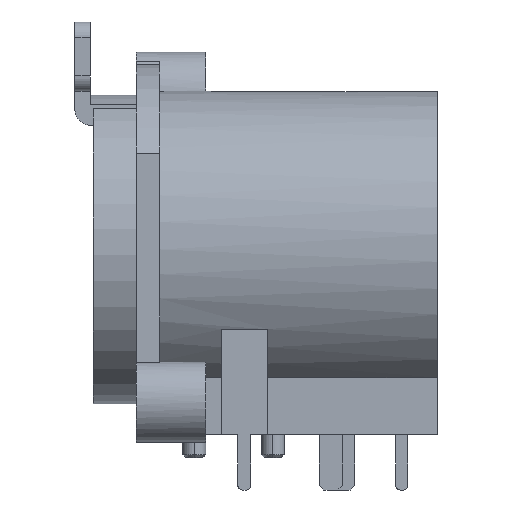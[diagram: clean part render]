
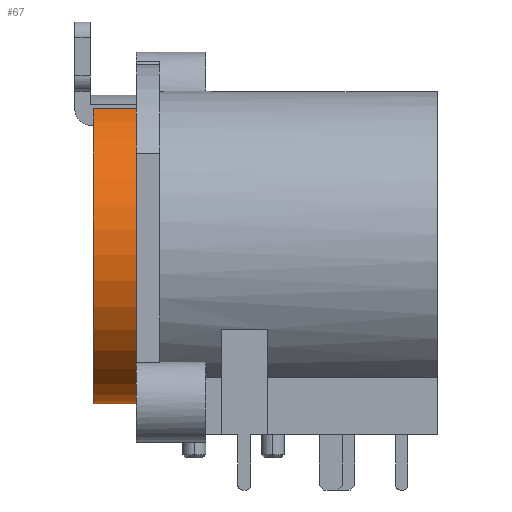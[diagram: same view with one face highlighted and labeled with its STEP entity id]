
A CAD part, left-side view. The second image highlights one B-rep face of the part: STEP entity #67.
In plain terms, the highlighted cylindrical face has radius 10 mm (diameter 20 mm), a partial arc.
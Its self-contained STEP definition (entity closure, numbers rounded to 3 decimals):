
#67 = ADVANCED_FACE ( 'NONE', ( #350 ), #17658, .T. ) ;
#350 = FACE_OUTER_BOUND ( 'NONE', #25991, .T. ) ;
#1925 = ORIENTED_EDGE ( 'NONE', *, *, #17744, .T. ) ;
#2533 = EDGE_CURVE ( 'NONE', #4503, #18709, #8419, .T. ) ;
#2660 = DIRECTION ( 'NONE',  ( 0., 1., 0. ) ) ;
#2745 = ORIENTED_EDGE ( 'NONE', *, *, #23642, .F. ) ;
#3239 = CARTESIAN_POINT ( 'NONE',  ( 3.762, 14.682, 9.138 ) ) ;
#4392 = CARTESIAN_POINT ( 'NONE',  ( 3.762, 17.482, 9.138 ) ) ;
#4503 = VERTEX_POINT ( 'NONE', #4392 ) ;
#5661 = DIRECTION ( 'NONE',  ( 0., 0., -1. ) ) ;
#5990 = CARTESIAN_POINT ( 'NONE',  ( -4.363, 14.682, 9.138 ) ) ;
#6314 = DIRECTION ( 'NONE',  ( 0., -1., 0. ) ) ;
#6953 = CARTESIAN_POINT ( 'NONE',  ( -0.3, 17.482, 0. ) ) ;
#7055 = VERTEX_POINT ( 'NONE', #5990 ) ;
#7517 = CARTESIAN_POINT ( 'NONE',  ( 3.762, 17.482, 9.138 ) ) ;
#7909 = CARTESIAN_POINT ( 'NONE',  ( -0.3, 14.682, 0. ) ) ;
#7947 = ORIENTED_EDGE ( 'NONE', *, *, #13370, .T. ) ;
#8419 = CIRCLE ( 'NONE', #8866, 10. ) ;
#8866 = AXIS2_PLACEMENT_3D ( 'NONE', #15047, #2660, #10952 ) ;
#9475 = DIRECTION ( 'NONE',  ( 0., -1., 0. ) ) ;
#9755 = DIRECTION ( 'NONE',  ( 0., -1., 0. ) ) ;
#10952 = DIRECTION ( 'NONE',  ( 0., 0., -1. ) ) ;
#11319 = DIRECTION ( 'NONE',  ( 0., 0., 1. ) ) ;
#12908 = CIRCLE ( 'NONE', #27289, 10. ) ;
#13370 = EDGE_CURVE ( 'NONE', #14758, #7055, #12908, .T. ) ;
#13372 = ORIENTED_EDGE ( 'NONE', *, *, #2533, .F. ) ;
#14758 = VERTEX_POINT ( 'NONE', #3239 ) ;
#15047 = CARTESIAN_POINT ( 'NONE',  ( -0.3, 17.482, 0. ) ) ;
#17658 = CYLINDRICAL_SURFACE ( 'NONE', #20624, 10. ) ;
#17744 = EDGE_CURVE ( 'NONE', #4503, #14758, #18226, .T. ) ;
#18226 = LINE ( 'NONE', #7517, #22226 ) ;
#18709 = VERTEX_POINT ( 'NONE', #24466 ) ;
#19169 = VECTOR ( 'NONE', #6314, 1000. ) ;
#20624 = AXIS2_PLACEMENT_3D ( 'NONE', #6953, #9475, #11319 ) ;
#20755 = DIRECTION ( 'NONE',  ( 0., 1., 0. ) ) ;
#22226 = VECTOR ( 'NONE', #9755, 1000. ) ;
#23642 = EDGE_CURVE ( 'NONE', #18709, #7055, #27572, .T. ) ;
#24466 = CARTESIAN_POINT ( 'NONE',  ( -4.363, 17.482, 9.138 ) ) ;
#25991 = EDGE_LOOP ( 'NONE', ( #7947, #2745, #13372, #1925 ) ) ;
#27289 = AXIS2_PLACEMENT_3D ( 'NONE', #7909, #20755, #5661 ) ;
#27572 = LINE ( 'NONE', #27699, #19169 ) ;
#27699 = CARTESIAN_POINT ( 'NONE',  ( -4.363, 17.482, 9.138 ) ) ;
